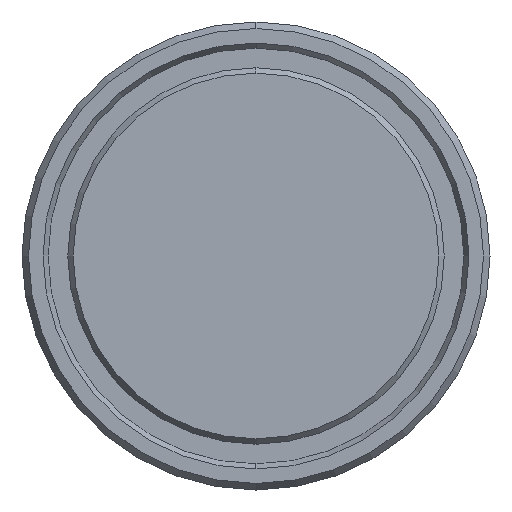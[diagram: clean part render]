
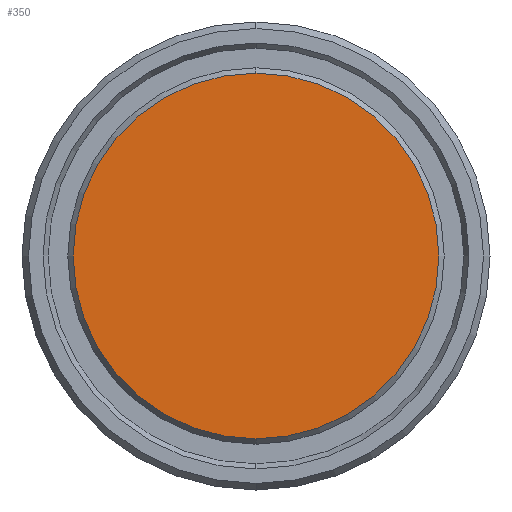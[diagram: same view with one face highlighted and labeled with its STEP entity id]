
A CAD part, left-side view. The second image highlights one B-rep face of the part: STEP entity #350.
In plain terms, the highlighted planar face has unit normal (-1, 0, 0).
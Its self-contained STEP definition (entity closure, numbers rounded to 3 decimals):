
#8 = EDGE_CURVE ( 'NONE', #369, #13, #78, .T. ) ;
#13 = VERTEX_POINT ( 'NONE', #650 ) ;
#15 = DIRECTION ( 'NONE',  ( -1., 0., 0. ) ) ;
#54 = ORIENTED_EDGE ( 'NONE', *, *, #509, .T. ) ;
#72 = CARTESIAN_POINT ( 'NONE',  ( -1.079, 0., -27.934 ) ) ;
#78 = CIRCLE ( 'NONE', #335, 27.934 ) ;
#86 = AXIS2_PLACEMENT_3D ( 'NONE', #475, #15, #585 ) ;
#99 = CARTESIAN_POINT ( 'NONE',  ( -1.079, 0., 0. ) ) ;
#134 = ORIENTED_EDGE ( 'NONE', *, *, #8, .T. ) ;
#144 = DIRECTION ( 'NONE',  ( 0., 0., 1. ) ) ;
#234 = CIRCLE ( 'NONE', #86, 27.934 ) ;
#253 = DIRECTION ( 'NONE',  ( 1., 0., 0. ) ) ;
#279 = AXIS2_PLACEMENT_3D ( 'NONE', #99, #253, #453 ) ;
#320 = CARTESIAN_POINT ( 'NONE',  ( -1.079, 0., 0. ) ) ;
#335 = AXIS2_PLACEMENT_3D ( 'NONE', #320, #526, #144 ) ;
#350 = ADVANCED_FACE ( 'NONE', ( #416 ), #561, .F. ) ;
#369 = VERTEX_POINT ( 'NONE', #72 ) ;
#416 = FACE_OUTER_BOUND ( 'NONE', #455, .T. ) ;
#453 = DIRECTION ( 'NONE',  ( 0., 0., -1. ) ) ;
#455 = EDGE_LOOP ( 'NONE', ( #134, #54 ) ) ;
#475 = CARTESIAN_POINT ( 'NONE',  ( -1.079, 0., 0. ) ) ;
#509 = EDGE_CURVE ( 'NONE', #13, #369, #234, .T. ) ;
#526 = DIRECTION ( 'NONE',  ( -1., 0., 0. ) ) ;
#561 = PLANE ( 'NONE',  #279 ) ;
#585 = DIRECTION ( 'NONE',  ( 0., 0., 1. ) ) ;
#650 = CARTESIAN_POINT ( 'NONE',  ( -1.079, 0., 27.934 ) ) ;
